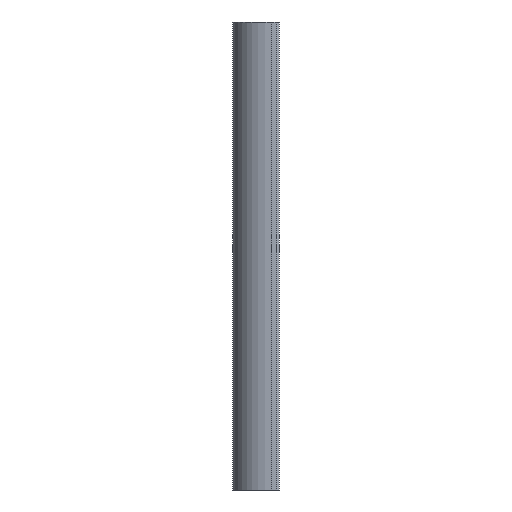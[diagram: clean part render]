
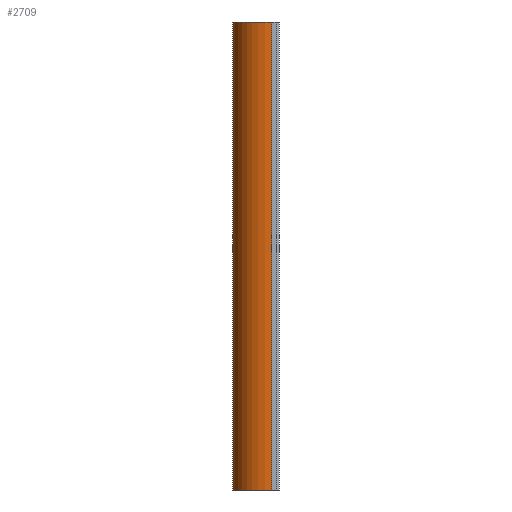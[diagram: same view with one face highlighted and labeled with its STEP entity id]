
A CAD part, left-side view. The second image highlights one B-rep face of the part: STEP entity #2709.
In plain terms, the highlighted cylindrical face has radius 25 mm (diameter 50 mm), a partial arc.
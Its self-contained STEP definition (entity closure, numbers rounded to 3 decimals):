
#153=FACE_OUTER_BOUND('',#293,.T.);
#293=EDGE_LOOP('',(#2007,#2008,#2009,#2010));
#491=LINE('',#4354,#749);
#492=LINE('',#4360,#750);
#749=VECTOR('',#3519,10.);
#750=VECTOR('',#3526,10.);
#975=CIRCLE('',#2950,25.);
#976=CIRCLE('',#2951,25.);
#1181=VERTEX_POINT('',#4350);
#1182=VERTEX_POINT('',#4352);
#1183=VERTEX_POINT('',#4356);
#1184=VERTEX_POINT('',#4358);
#1525=EDGE_CURVE('',#1181,#1182,#491,.T.);
#1526=EDGE_CURVE('',#1183,#1181,#975,.T.);
#1527=EDGE_CURVE('',#1184,#1182,#976,.T.);
#1528=EDGE_CURVE('',#1183,#1184,#492,.T.);
#2007=ORIENTED_EDGE('',*,*,#1526,.T.);
#2008=ORIENTED_EDGE('',*,*,#1525,.T.);
#2009=ORIENTED_EDGE('',*,*,#1527,.F.);
#2010=ORIENTED_EDGE('',*,*,#1528,.F.);
#2606=CYLINDRICAL_SURFACE('',#2949,25.);
#2709=ADVANCED_FACE('',(#153),#2606,.T.);
#2949=AXIS2_PLACEMENT_3D('',#4355,#3520,#3521);
#2950=AXIS2_PLACEMENT_3D('',#4357,#3522,#3523);
#2951=AXIS2_PLACEMENT_3D('',#4359,#3524,#3525);
#3519=DIRECTION('',(0.,0.,1.));
#3520=DIRECTION('center_axis',(0.,0.,1.));
#3521=DIRECTION('ref_axis',(1.,0.,0.));
#3522=DIRECTION('center_axis',(0.,0.,1.));
#3523=DIRECTION('ref_axis',(1.,0.,0.));
#3524=DIRECTION('center_axis',(0.,0.,1.));
#3525=DIRECTION('ref_axis',(1.,0.,0.));
#3526=DIRECTION('',(0.,0.,1.));
#4350=CARTESIAN_POINT('',(234.181,71.534,0.));
#4352=CARTESIAN_POINT('',(234.181,71.534,300.));
#4354=CARTESIAN_POINT('',(234.181,71.534,0.));
#4355=CARTESIAN_POINT('Origin',(259.181,71.534,0.));
#4356=CARTESIAN_POINT('',(259.181,96.534,0.));
#4357=CARTESIAN_POINT('Origin',(259.181,71.534,0.));
#4358=CARTESIAN_POINT('',(259.181,96.534,300.));
#4359=CARTESIAN_POINT('Origin',(259.181,71.534,300.));
#4360=CARTESIAN_POINT('',(259.181,96.534,0.));
